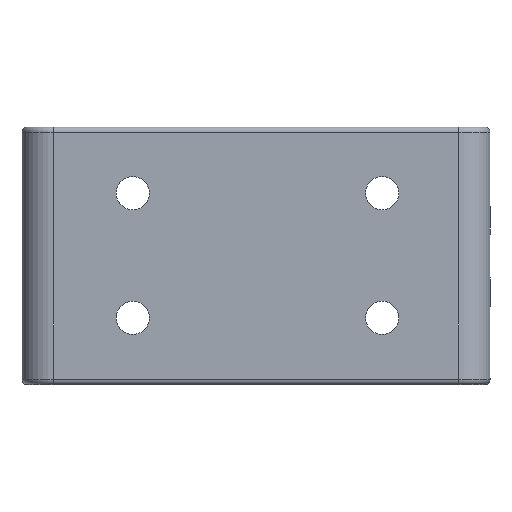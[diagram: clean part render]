
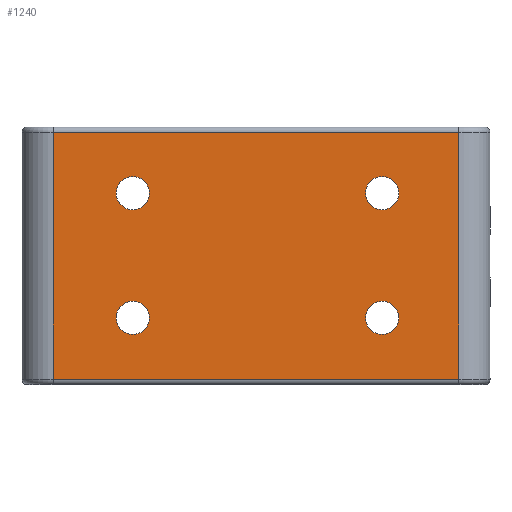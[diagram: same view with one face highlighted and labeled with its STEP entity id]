
A CAD part, top view. The second image highlights one B-rep face of the part: STEP entity #1240.
In plain terms, the highlighted planar face has unit normal (0, 0, 1).
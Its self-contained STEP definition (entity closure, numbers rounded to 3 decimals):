
#245 = VERTEX_POINT('',#246);
#246 = CARTESIAN_POINT('',(-202.889,81.4,3.5));
#310 = EDGE_CURVE('',#245,#311,#313,.T.);
#311 = VERTEX_POINT('',#312);
#312 = CARTESIAN_POINT('',(-163.869,81.4,3.5));
#313 = LINE('',#314,#315);
#314 = CARTESIAN_POINT('',(-202.889,81.4,3.5));
#315 = VECTOR('',#316,1.);
#316 = DIRECTION('',(1.,0.,0.));
#1111 = EDGE_CURVE('',#245,#1112,#1114,.T.);
#1112 = VERTEX_POINT('',#1113);
#1113 = CARTESIAN_POINT('',(-202.889,57.64,3.5));
#1114 = LINE('',#1115,#1116);
#1115 = CARTESIAN_POINT('',(-202.889,81.9,3.5));
#1116 = VECTOR('',#1117,1.);
#1117 = DIRECTION('',(0.,-1.,0.));
#1240 = ADVANCED_FACE('',(#1241,#1259,#1270,#1281,#1292),#1303,.T.);
#1241 = FACE_BOUND('',#1242,.T.);
#1242 = EDGE_LOOP('',(#1243,#1244,#1252,#1258));
#1243 = ORIENTED_EDGE('',*,*,#1111,.T.);
#1244 = ORIENTED_EDGE('',*,*,#1245,.F.);
#1245 = EDGE_CURVE('',#1246,#1112,#1248,.T.);
#1246 = VERTEX_POINT('',#1247);
#1247 = CARTESIAN_POINT('',(-163.869,57.64,3.5));
#1248 = LINE('',#1249,#1250);
#1249 = CARTESIAN_POINT('',(-163.869,57.64,3.5));
#1250 = VECTOR('',#1251,1.);
#1251 = DIRECTION('',(-1.,0.,-0.));
#1252 = ORIENTED_EDGE('',*,*,#1253,.F.);
#1253 = EDGE_CURVE('',#311,#1246,#1254,.T.);
#1254 = LINE('',#1255,#1256);
#1255 = CARTESIAN_POINT('',(-163.869,81.9,3.5));
#1256 = VECTOR('',#1257,1.);
#1257 = DIRECTION('',(0.,-1.,0.));
#1258 = ORIENTED_EDGE('',*,*,#310,.F.);
#1259 = FACE_BOUND('',#1260,.T.);
#1260 = EDGE_LOOP('',(#1261));
#1261 = ORIENTED_EDGE('',*,*,#1262,.F.);
#1262 = EDGE_CURVE('',#1263,#1263,#1265,.T.);
#1263 = VERTEX_POINT('',#1264);
#1264 = CARTESIAN_POINT('',(-172.84,63.54,3.5));
#1265 = CIRCLE('',#1266,1.6);
#1266 = AXIS2_PLACEMENT_3D('',#1267,#1268,#1269);
#1267 = CARTESIAN_POINT('',(-171.24,63.54,3.5));
#1268 = DIRECTION('',(0.,0.,1.));
#1269 = DIRECTION('',(-1.,0.,0.));
#1270 = FACE_BOUND('',#1271,.T.);
#1271 = EDGE_LOOP('',(#1272));
#1272 = ORIENTED_EDGE('',*,*,#1273,.F.);
#1273 = EDGE_CURVE('',#1274,#1274,#1276,.T.);
#1274 = VERTEX_POINT('',#1275);
#1275 = CARTESIAN_POINT('',(-172.84,75.54,3.5));
#1276 = CIRCLE('',#1277,1.6);
#1277 = AXIS2_PLACEMENT_3D('',#1278,#1279,#1280);
#1278 = CARTESIAN_POINT('',(-171.24,75.54,3.5));
#1279 = DIRECTION('',(0.,0.,1.));
#1280 = DIRECTION('',(-1.,0.,0.));
#1281 = FACE_BOUND('',#1282,.T.);
#1282 = EDGE_LOOP('',(#1283));
#1283 = ORIENTED_EDGE('',*,*,#1284,.F.);
#1284 = EDGE_CURVE('',#1285,#1285,#1287,.T.);
#1285 = VERTEX_POINT('',#1286);
#1286 = CARTESIAN_POINT('',(-196.84,63.54,3.5));
#1287 = CIRCLE('',#1288,1.6);
#1288 = AXIS2_PLACEMENT_3D('',#1289,#1290,#1291);
#1289 = CARTESIAN_POINT('',(-195.24,63.54,3.5));
#1290 = DIRECTION('',(0.,0.,1.));
#1291 = DIRECTION('',(-1.,0.,0.));
#1292 = FACE_BOUND('',#1293,.T.);
#1293 = EDGE_LOOP('',(#1294));
#1294 = ORIENTED_EDGE('',*,*,#1295,.F.);
#1295 = EDGE_CURVE('',#1296,#1296,#1298,.T.);
#1296 = VERTEX_POINT('',#1297);
#1297 = CARTESIAN_POINT('',(-196.84,75.54,3.5));
#1298 = CIRCLE('',#1299,1.6);
#1299 = AXIS2_PLACEMENT_3D('',#1300,#1301,#1302);
#1300 = CARTESIAN_POINT('',(-195.24,75.54,3.5));
#1301 = DIRECTION('',(0.,0.,1.));
#1302 = DIRECTION('',(-1.,0.,0.));
#1303 = PLANE('',#1304);
#1304 = AXIS2_PLACEMENT_3D('',#1305,#1306,#1307);
#1305 = CARTESIAN_POINT('',(-183.379,69.52,3.5));
#1306 = DIRECTION('',(0.,0.,1.));
#1307 = DIRECTION('',(0.,1.,0.));
